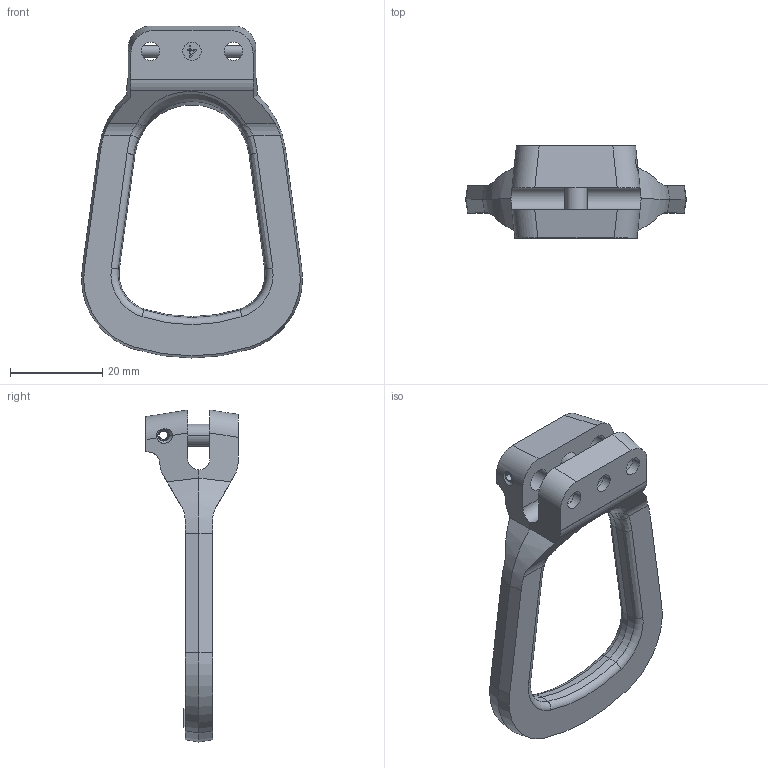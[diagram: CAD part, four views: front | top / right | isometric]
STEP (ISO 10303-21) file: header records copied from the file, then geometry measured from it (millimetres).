
FILE_DESCRIPTION((''),'2;1');
FILE_NAME('001-M31114-P-3_ASM','2004-06-04T',('jakubetz'),(''),'PRO/ENGINEER BY PARAMETRIC TECHNOLOGY CORPORATION, 2001400','PRO/ENGINEER BY PARAMETRIC TECHNOLOGY CORPORATION, 2001400','');
FILE_SCHEMA(('CONFIG_CONTROL_DESIGN'));
Length unit declared in the file: millimetre
Products named in the file (4): 001-M31111-P-1; 001-M31047-V01; 001-M31048-V17; 001-M31114-P-3_ASM
Assembly tree (3 placements, depth 2):
  001-M31114-P-3_ASM
    001-M31111-P-1
    001-M31047-V01
    001-M31048-V17
Bounding box: 47.99 x 20 x 72.12 mm (x, y, z)
Volume: 12175.7 mm3; surface area: 7348.2 mm2
Topology: 3 solids, 3 shells, 284 faces, 744 edges, 472 vertices
Faces by surface type: plane 181, cylinder 45, cone 40, bspline 12, torus 6
Entity records: 10128 total; most frequent: CARTESIAN_POINT 3112, ORIENTED_EDGE 1488, DIRECTION 1337, EDGE_CURVE 744, VECTOR 557, LINE 557, VERTEX_POINT 472, AXIS2_PLACEMENT_3D 390
